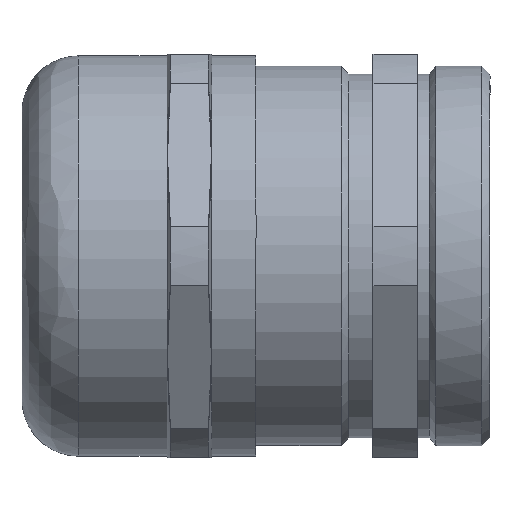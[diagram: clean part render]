
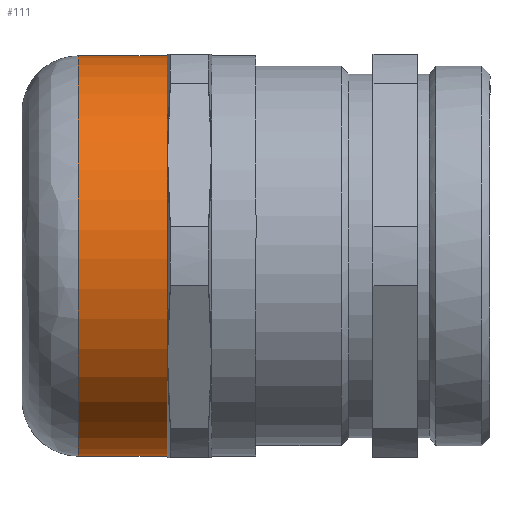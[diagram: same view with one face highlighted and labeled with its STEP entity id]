
A CAD part, front view. The second image highlights one B-rep face of the part: STEP entity #111.
In plain terms, the highlighted free-form (B-spline) face has degree [2, 1] with [9, 2] control points.
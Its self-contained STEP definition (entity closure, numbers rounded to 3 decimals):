
#111=ADVANCED_FACE('',(#227),#1522,.T.);
#227=FACE_OUTER_BOUND('',#342,.T.);
#342=EDGE_LOOP('',(#744,#745,#746,#747));
#744=ORIENTED_EDGE('',*,*,#1061,.T.);
#745=ORIENTED_EDGE('',*,*,#1034,.F.);
#746=ORIENTED_EDGE('',*,*,#1062,.T.);
#747=ORIENTED_EDGE('',*,*,#1033,.T.);
#1033=EDGE_CURVE('',#1437,#1436,#1299,.T.);
#1034=EDGE_CURVE('',#1434,#1435,#1300,.T.);
#1061=EDGE_CURVE('',#1436,#1435,#1305,.T.);
#1062=EDGE_CURVE('',#1434,#1437,#1306,.T.);
#1299=(
BOUNDED_CURVE()
B_SPLINE_CURVE(2,(#4584,#4585,#4586,#4587,#4588),.UNSPECIFIED.,.F.,.F.)
B_SPLINE_CURVE_WITH_KNOTS((3,2,3),(-83.881,-55.92,
-27.96),.UNSPECIFIED.)
CURVE()
GEOMETRIC_REPRESENTATION_ITEM()
RATIONAL_B_SPLINE_CURVE((1.,0.707,1.,0.707,1.))
REPRESENTATION_ITEM('')
);
#1300=(
BOUNDED_CURVE()
B_SPLINE_CURVE(2,(#4589,#4590,#4591,#4592,#4593),.UNSPECIFIED.,.F.,.F.)
B_SPLINE_CURVE_WITH_KNOTS((3,2,3),(-77.911,-38.956,
0.),.UNSPECIFIED.)
CURVE()
GEOMETRIC_REPRESENTATION_ITEM()
RATIONAL_B_SPLINE_CURVE((1.,0.707,1.,0.707,1.))
REPRESENTATION_ITEM('')
);
#1305=(
BOUNDED_CURVE()
B_SPLINE_CURVE(1,(#4738,#4739,#4740),.UNSPECIFIED.,.F.,.F.)
B_SPLINE_CURVE_WITH_KNOTS((2,1,2),(-11.,-7.9,0.),
 .UNSPECIFIED.)
CURVE()
GEOMETRIC_REPRESENTATION_ITEM()
RATIONAL_B_SPLINE_CURVE((1.,1.,1.))
REPRESENTATION_ITEM('')
);
#1306=(
BOUNDED_CURVE()
B_SPLINE_CURVE(1,(#4741,#4742,#4743),.UNSPECIFIED.,.F.,.F.)
B_SPLINE_CURVE_WITH_KNOTS((2,1,2),(0.,7.9,11.),.UNSPECIFIED.)
CURVE()
GEOMETRIC_REPRESENTATION_ITEM()
RATIONAL_B_SPLINE_CURVE((1.,1.,1.))
REPRESENTATION_ITEM('')
);
#1434=VERTEX_POINT('',#4196);
#1435=VERTEX_POINT('',#4197);
#1436=VERTEX_POINT('',#4198);
#1437=VERTEX_POINT('',#4199);
#1522=(
BOUNDED_SURFACE()
B_SPLINE_SURFACE(2,1,((#4019,#4020),(#4021,#4022),(#4023,#4024),(#4025,
#4026),(#4027,#4028),(#4029,#4030),(#4031,#4032),(#4033,#4034),(#4035,#4036)),
 .UNSPECIFIED.,.T.,.F.,.F.)
B_SPLINE_SURFACE_WITH_KNOTS((3,2,2,2,3),(2,2),(0.,38.956,77.911,
116.867,155.823),(0.,13.201),.UNSPECIFIED.)
GEOMETRIC_REPRESENTATION_ITEM()
RATIONAL_B_SPLINE_SURFACE(((1.,1.),(0.707,0.707),
(1.,1.),(0.707,0.707),(1.,1.),(0.707,
0.707),(1.,1.),(0.707,0.707),(1.,1.)))
REPRESENTATION_ITEM('')
SURFACE()
);
#4019=CARTESIAN_POINT('',(19.1,24.8,16.95));
#4020=CARTESIAN_POINT('',(5.9,24.8,16.95));
#4021=CARTESIAN_POINT('',(19.1,24.8,-7.85));
#4022=CARTESIAN_POINT('',(5.9,24.8,-7.85));
#4023=CARTESIAN_POINT('',(19.1,0.,-7.85));
#4024=CARTESIAN_POINT('',(5.9,0.,-7.85));
#4025=CARTESIAN_POINT('',(19.1,-24.8,-7.85));
#4026=CARTESIAN_POINT('',(5.9,-24.8,-7.85));
#4027=CARTESIAN_POINT('',(19.1,-24.8,16.95));
#4028=CARTESIAN_POINT('',(5.9,-24.8,16.95));
#4029=CARTESIAN_POINT('',(19.1,-24.8,41.75));
#4030=CARTESIAN_POINT('',(5.9,-24.8,41.75));
#4031=CARTESIAN_POINT('',(19.1,0.,41.75));
#4032=CARTESIAN_POINT('',(5.9,0.,41.75));
#4033=CARTESIAN_POINT('',(19.1,24.8,41.75));
#4034=CARTESIAN_POINT('',(5.9,24.8,41.75));
#4035=CARTESIAN_POINT('',(19.1,24.8,16.95));
#4036=CARTESIAN_POINT('',(5.9,24.8,16.95));
#4196=CARTESIAN_POINT('',(18.,0.,41.75));
#4197=CARTESIAN_POINT('',(18.,0.,-7.85));
#4198=CARTESIAN_POINT('',(7.,0.,-7.85));
#4199=CARTESIAN_POINT('',(7.,0.,41.75));
#4584=CARTESIAN_POINT('',(7.,0.,41.75));
#4585=CARTESIAN_POINT('',(7.,-24.8,41.75));
#4586=CARTESIAN_POINT('',(7.,-24.8,16.95));
#4587=CARTESIAN_POINT('',(7.,-24.8,-7.85));
#4588=CARTESIAN_POINT('',(7.,0.,-7.85));
#4589=CARTESIAN_POINT('',(18.,0.,41.75));
#4590=CARTESIAN_POINT('',(18.,-24.8,41.75));
#4591=CARTESIAN_POINT('',(18.,-24.8,16.95));
#4592=CARTESIAN_POINT('',(18.,-24.8,-7.85));
#4593=CARTESIAN_POINT('',(18.,0.,-7.85));
#4738=CARTESIAN_POINT('',(7.,0.,-7.85));
#4739=CARTESIAN_POINT('',(10.1,0.,-7.85));
#4740=CARTESIAN_POINT('',(18.,0.,-7.85));
#4741=CARTESIAN_POINT('',(18.,0.,41.75));
#4742=CARTESIAN_POINT('',(10.1,0.,41.75));
#4743=CARTESIAN_POINT('',(7.,0.,41.75));
